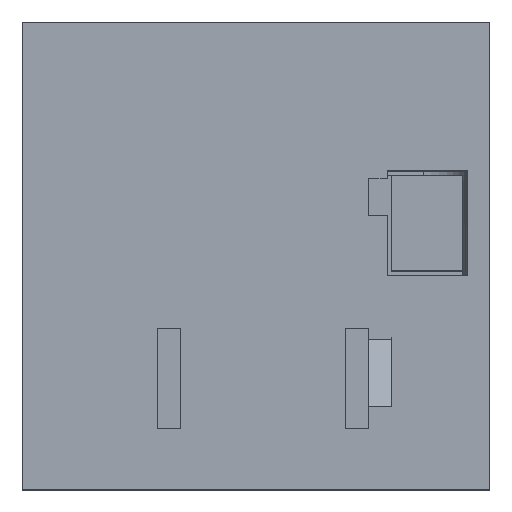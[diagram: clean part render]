
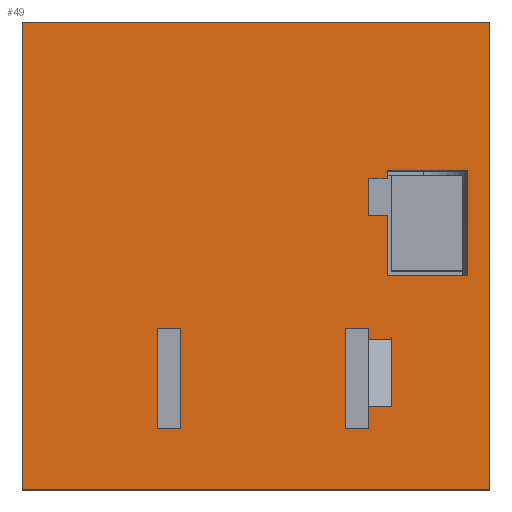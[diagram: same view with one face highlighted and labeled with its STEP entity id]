
A CAD part, top view. The second image highlights one B-rep face of the part: STEP entity #49.
In plain terms, the highlighted planar face has unit normal (0, 0, 1).
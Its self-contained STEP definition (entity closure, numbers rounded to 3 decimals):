
#49=ADVANCED_FACE('',(#968,#970,#972,#974,#976),#978,.T.);
#968=FACE_BOUND('',#969,.T.);
#969=EDGE_LOOP('',(#11681,#11682,#11683,#11684));
#970=FACE_BOUND('',#971,.T.);
#971=EDGE_LOOP('',(#11685,#11686,#11687,#11688,#11689,#11690,#11691,#11692));
#972=FACE_BOUND('',#973,.T.);
#973=EDGE_LOOP('',(#11693,#11694,#11695,#11696));
#974=FACE_BOUND('',#975,.T.);
#975=EDGE_LOOP('',(#11697,#11698,#11699,#11700));
#976=FACE_BOUND('',#977,.T.);
#977=EDGE_LOOP('',(#11701,#11702,#11703,#11704));
#978=PLANE('',#979);
#979=AXIS2_PLACEMENT_3D('',#980,#981,#982);
#980=CARTESIAN_POINT('',(-22.297,-17.765,22.497));
#981=DIRECTION('',(0.,0.,1.));
#982=DIRECTION('',(-1.,0.,0.));
#11681=ORIENTED_EDGE('',*,*,#12596,.T.);
#11682=ORIENTED_EDGE('',*,*,#12597,.T.);
#11683=ORIENTED_EDGE('',*,*,#12598,.T.);
#11684=ORIENTED_EDGE('',*,*,#12599,.T.);
#11685=ORIENTED_EDGE('',*,*,#12600,.T.);
#11686=ORIENTED_EDGE('',*,*,#12601,.T.);
#11687=ORIENTED_EDGE('',*,*,#12602,.T.);
#11688=ORIENTED_EDGE('',*,*,#12603,.T.);
#11689=ORIENTED_EDGE('',*,*,#12604,.T.);
#11690=ORIENTED_EDGE('',*,*,#12605,.T.);
#11691=ORIENTED_EDGE('',*,*,#12606,.F.);
#11692=ORIENTED_EDGE('',*,*,#12607,.T.);
#11693=ORIENTED_EDGE('',*,*,#12608,.T.);
#11694=ORIENTED_EDGE('',*,*,#12609,.T.);
#11695=ORIENTED_EDGE('',*,*,#12610,.T.);
#11696=ORIENTED_EDGE('',*,*,#12611,.T.);
#11697=ORIENTED_EDGE('',*,*,#12612,.T.);
#11698=ORIENTED_EDGE('',*,*,#12613,.T.);
#11699=ORIENTED_EDGE('',*,*,#12614,.T.);
#11700=ORIENTED_EDGE('',*,*,#12615,.T.);
#11701=ORIENTED_EDGE('',*,*,#12616,.T.);
#11702=ORIENTED_EDGE('',*,*,#12617,.T.);
#11703=ORIENTED_EDGE('',*,*,#12618,.T.);
#11704=ORIENTED_EDGE('',*,*,#12619,.T.);
#12596=EDGE_CURVE('',#13073,#13074,#13075,.T.);
#12597=EDGE_CURVE('',#13074,#13076,#13077,.T.);
#12598=EDGE_CURVE('',#13076,#13078,#13079,.T.);
#12599=EDGE_CURVE('',#13078,#13073,#13080,.T.);
#12600=EDGE_CURVE('',#13081,#13082,#13083,.F.);
#12601=EDGE_CURVE('',#13082,#13084,#13085,.F.);
#12602=EDGE_CURVE('',#13084,#13086,#13087,.F.);
#12603=EDGE_CURVE('',#13086,#13088,#13089,.F.);
#12604=EDGE_CURVE('',#13088,#13090,#13091,.F.);
#12605=EDGE_CURVE('',#13090,#13092,#13093,.F.);
#12606=EDGE_CURVE('',#13094,#13092,#13095,.F.);
#12607=EDGE_CURVE('',#13094,#13081,#13096,.F.);
#12608=EDGE_CURVE('',#13097,#13098,#13099,.F.);
#12609=EDGE_CURVE('',#13098,#13100,#13101,.F.);
#12610=EDGE_CURVE('',#13100,#13102,#13103,.F.);
#12611=EDGE_CURVE('',#13102,#13097,#13104,.F.);
#12612=EDGE_CURVE('',#13105,#13106,#13107,.F.);
#12613=EDGE_CURVE('',#13106,#13108,#13109,.F.);
#12614=EDGE_CURVE('',#13108,#13110,#13111,.F.);
#12615=EDGE_CURVE('',#13110,#13105,#13112,.F.);
#12616=EDGE_CURVE('',#13113,#13114,#13115,.F.);
#12617=EDGE_CURVE('',#13114,#13116,#13117,.F.);
#12618=EDGE_CURVE('',#13116,#13118,#13119,.F.);
#12619=EDGE_CURVE('',#13118,#13113,#13120,.F.);
#13073=VERTEX_POINT('',#13650);
#13074=VERTEX_POINT('',#13651);
#13075=LINE('',#13652,#13653);
#13076=VERTEX_POINT('',#13655);
#13077=LINE('',#13656,#13657);
#13078=VERTEX_POINT('',#13659);
#13079=LINE('',#13660,#13661);
#13080=LINE('',#13663,#13664);
#13081=VERTEX_POINT('',#13666);
#13082=VERTEX_POINT('',#13667);
#13083=LINE('',#13668,#13669);
#13084=VERTEX_POINT('',#13671);
#13085=LINE('',#13672,#13673);
#13086=VERTEX_POINT('',#13675);
#13087=LINE('',#13676,#13677);
#13088=VERTEX_POINT('',#13679);
#13089=LINE('',#13680,#13681);
#13090=VERTEX_POINT('',#13683);
#13091=LINE('',#13684,#13685);
#13092=VERTEX_POINT('',#13687);
#13093=LINE('',#13688,#13689);
#13094=VERTEX_POINT('',#13691);
#13095=LINE('',#13692,#13693);
#13096=LINE('',#13695,#13696);
#13097=VERTEX_POINT('',#13698);
#13098=VERTEX_POINT('',#13699);
#13099=LINE('',#13700,#13701);
#13100=VERTEX_POINT('',#13703);
#13101=LINE('',#13704,#13705);
#13102=VERTEX_POINT('',#13707);
#13103=LINE('',#13708,#13709);
#13104=LINE('',#13711,#13712);
#13105=VERTEX_POINT('',#13714);
#13106=VERTEX_POINT('',#13715);
#13107=LINE('',#13716,#13717);
#13108=VERTEX_POINT('',#13719);
#13109=LINE('',#13720,#13721);
#13110=VERTEX_POINT('',#13723);
#13111=LINE('',#13724,#13725);
#13112=LINE('',#13727,#13728);
#13113=VERTEX_POINT('',#13730);
#13114=VERTEX_POINT('',#13731);
#13115=LINE('',#13732,#13733);
#13116=VERTEX_POINT('',#13735);
#13117=LINE('',#13736,#13737);
#13118=VERTEX_POINT('',#13739);
#13119=LINE('',#13740,#13741);
#13120=LINE('',#13743,#13744);
#13650=CARTESIAN_POINT('',(-47.297,-48.865,22.497));
#13651=CARTESIAN_POINT('',(52.703,-48.865,22.497));
#13652=CARTESIAN_POINT('',(-47.297,-48.865,22.497));
#13653=VECTOR('',#13654,1.);
#13654=DIRECTION('',(1.,0.,0.));
#13655=CARTESIAN_POINT('',(52.703,51.135,22.497));
#13656=CARTESIAN_POINT('',(52.703,-48.865,22.497));
#13657=VECTOR('',#13658,1.);
#13658=DIRECTION('',(0.,1.,0.));
#13659=CARTESIAN_POINT('',(-47.297,51.135,22.497));
#13660=CARTESIAN_POINT('',(52.703,51.135,22.497));
#13661=VECTOR('',#13662,1.);
#13662=DIRECTION('',(-1.,0.,0.));
#13663=CARTESIAN_POINT('',(-47.297,51.135,22.497));
#13664=VECTOR('',#13665,1.);
#13665=DIRECTION('',(0.,-1.,0.));
#13666=CARTESIAN_POINT('',(30.803,17.635,22.497));
#13667=CARTESIAN_POINT('',(30.803,19.246,22.497));
#13668=CARTESIAN_POINT('',(30.803,19.246,22.497));
#13669=VECTOR('',#13670,1.);
#13670=DIRECTION('',(0.,-1.,0.));
#13671=CARTESIAN_POINT('',(48.003,19.246,22.497));
#13672=CARTESIAN_POINT('',(48.003,19.246,22.497));
#13673=VECTOR('',#13674,1.);
#13674=DIRECTION('',(-1.,0.,0.));
#13675=CARTESIAN_POINT('',(48.003,-3.154,22.497));
#13676=CARTESIAN_POINT('',(48.003,-3.154,22.497));
#13677=VECTOR('',#13678,1.);
#13678=DIRECTION('',(0.,1.,0.));
#13679=CARTESIAN_POINT('',(30.803,-3.154,22.497));
#13680=CARTESIAN_POINT('',(30.803,-3.154,22.497));
#13681=VECTOR('',#13682,1.);
#13682=DIRECTION('',(1.,0.,0.));
#13683=CARTESIAN_POINT('',(30.803,9.635,22.497));
#13684=CARTESIAN_POINT('',(30.803,9.635,22.497));
#13685=VECTOR('',#13686,1.);
#13686=DIRECTION('',(0.,-1.,0.));
#13687=CARTESIAN_POINT('',(26.803,9.635,22.497));
#13688=CARTESIAN_POINT('',(26.803,9.635,22.497));
#13689=VECTOR('',#13690,1.);
#13690=DIRECTION('',(1.,0.,0.));
#13691=CARTESIAN_POINT('',(26.803,17.635,22.497));
#13692=CARTESIAN_POINT('',(26.803,9.635,22.497));
#13693=VECTOR('',#13694,1.);
#13694=DIRECTION('',(0.,1.,0.));
#13695=CARTESIAN_POINT('',(30.803,17.635,22.497));
#13696=VECTOR('',#13697,1.);
#13697=DIRECTION('',(-1.,0.,0.));
#13698=CARTESIAN_POINT('',(31.803,-16.857,22.497));
#13699=CARTESIAN_POINT('',(31.803,-31.18,22.497));
#13700=CARTESIAN_POINT('',(31.803,-31.18,22.497));
#13701=VECTOR('',#13702,1.);
#13702=DIRECTION('',(0.,1.,0.));
#13703=CARTESIAN_POINT('',(26.803,-31.18,22.497));
#13704=CARTESIAN_POINT('',(26.803,-31.18,22.497));
#13705=VECTOR('',#13706,1.);
#13706=DIRECTION('',(1.,0.,0.));
#13707=CARTESIAN_POINT('',(26.803,-16.857,22.497));
#13708=CARTESIAN_POINT('',(26.803,-16.857,22.497));
#13709=VECTOR('',#13710,1.);
#13710=DIRECTION('',(0.,-1.,0.));
#13711=CARTESIAN_POINT('',(31.803,-16.857,22.497));
#13712=VECTOR('',#13713,1.);
#13713=DIRECTION('',(-1.,0.,0.));
#13714=CARTESIAN_POINT('',(21.803,-14.365,22.497));
#13715=CARTESIAN_POINT('',(26.803,-14.365,22.497));
#13716=CARTESIAN_POINT('',(26.803,-14.365,22.497));
#13717=VECTOR('',#13718,1.);
#13718=DIRECTION('',(-1.,0.,0.));
#13719=CARTESIAN_POINT('',(26.803,-35.865,22.497));
#13720=CARTESIAN_POINT('',(26.803,-35.865,22.497));
#13721=VECTOR('',#13722,1.);
#13722=DIRECTION('',(0.,1.,0.));
#13723=CARTESIAN_POINT('',(21.803,-35.865,22.497));
#13724=CARTESIAN_POINT('',(21.803,-35.865,22.497));
#13725=VECTOR('',#13726,1.);
#13726=DIRECTION('',(1.,0.,0.));
#13727=CARTESIAN_POINT('',(21.803,-14.365,22.497));
#13728=VECTOR('',#13729,1.);
#13729=DIRECTION('',(0.,-1.,0.));
#13730=CARTESIAN_POINT('',(-18.397,-35.865,22.497));
#13731=CARTESIAN_POINT('',(-18.397,-14.365,22.497));
#13732=CARTESIAN_POINT('',(-18.397,-14.365,22.497));
#13733=VECTOR('',#13734,1.);
#13734=DIRECTION('',(0.,-1.,0.));
#13735=CARTESIAN_POINT('',(-13.397,-14.365,22.497));
#13736=CARTESIAN_POINT('',(-13.397,-14.365,22.497));
#13737=VECTOR('',#13738,1.);
#13738=DIRECTION('',(-1.,0.,0.));
#13739=CARTESIAN_POINT('',(-13.397,-35.865,22.497));
#13740=CARTESIAN_POINT('',(-13.397,-35.865,22.497));
#13741=VECTOR('',#13742,1.);
#13742=DIRECTION('',(0.,1.,0.));
#13743=CARTESIAN_POINT('',(-18.397,-35.865,22.497));
#13744=VECTOR('',#13745,1.);
#13745=DIRECTION('',(1.,0.,0.));
